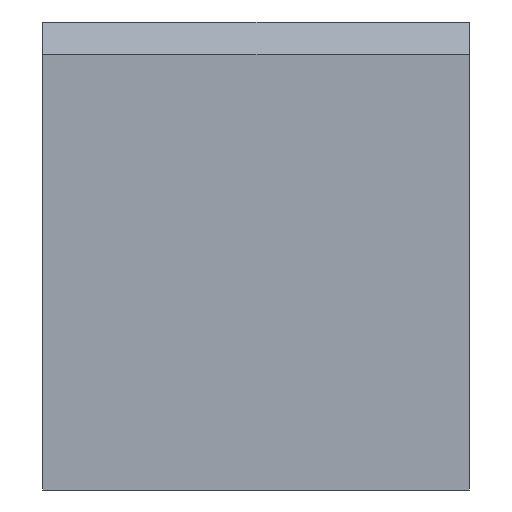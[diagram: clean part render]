
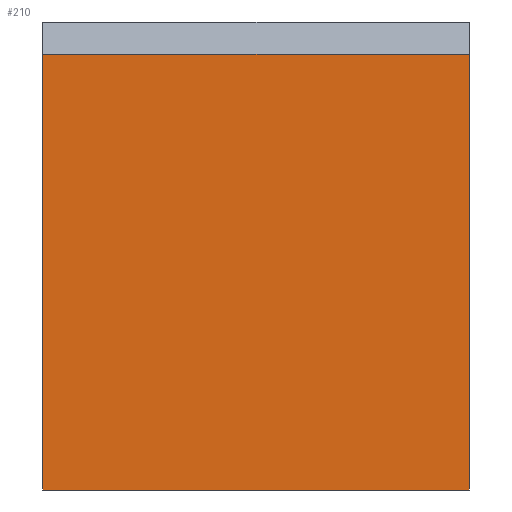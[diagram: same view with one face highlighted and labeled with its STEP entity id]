
A CAD part, left-side view. The second image highlights one B-rep face of the part: STEP entity #210.
In plain terms, the highlighted planar face has unit normal (-1, 0, 0).
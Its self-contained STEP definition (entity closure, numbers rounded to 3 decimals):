
#48 = VERTEX_POINT('',#49);
#49 = CARTESIAN_POINT('',(0.251,1.344,0.));
#55 = EDGE_CURVE('',#48,#56,#58,.T.);
#56 = VERTEX_POINT('',#57);
#57 = CARTESIAN_POINT('',(0.251,1.344,1.35));
#58 = LINE('',#59,#60);
#59 = CARTESIAN_POINT('',(0.251,1.344,0.));
#60 = VECTOR('',#61,1.);
#61 = DIRECTION('',(0.,0.,1.));
#167 = VERTEX_POINT('',#168);
#168 = CARTESIAN_POINT('',(0.251,0.024,1.35));
#174 = EDGE_CURVE('',#167,#56,#175,.T.);
#175 = LINE('',#176,#177);
#176 = CARTESIAN_POINT('',(0.251,0.024,1.35));
#177 = VECTOR('',#178,1.);
#178 = DIRECTION('',(0.,1.,0.));
#210 = ADVANCED_FACE('',(#211),#229,.T.);
#211 = FACE_BOUND('',#212,.T.);
#212 = EDGE_LOOP('',(#213,#221,#222,#223));
#213 = ORIENTED_EDGE('',*,*,#214,.T.);
#214 = EDGE_CURVE('',#215,#167,#217,.T.);
#215 = VERTEX_POINT('',#216);
#216 = CARTESIAN_POINT('',(0.251,0.024,0.));
#217 = LINE('',#218,#219);
#218 = CARTESIAN_POINT('',(0.251,0.024,0.));
#219 = VECTOR('',#220,1.);
#220 = DIRECTION('',(0.,0.,1.));
#221 = ORIENTED_EDGE('',*,*,#174,.T.);
#222 = ORIENTED_EDGE('',*,*,#55,.F.);
#223 = ORIENTED_EDGE('',*,*,#224,.F.);
#224 = EDGE_CURVE('',#215,#48,#225,.T.);
#225 = LINE('',#226,#227);
#226 = CARTESIAN_POINT('',(0.251,0.024,0.));
#227 = VECTOR('',#228,1.);
#228 = DIRECTION('',(0.,1.,0.));
#229 = PLANE('',#230);
#230 = AXIS2_PLACEMENT_3D('',#231,#232,#233);
#231 = CARTESIAN_POINT('',(0.251,0.024,0.));
#232 = DIRECTION('',(-1.,0.,0.));
#233 = DIRECTION('',(0.,1.,0.));
